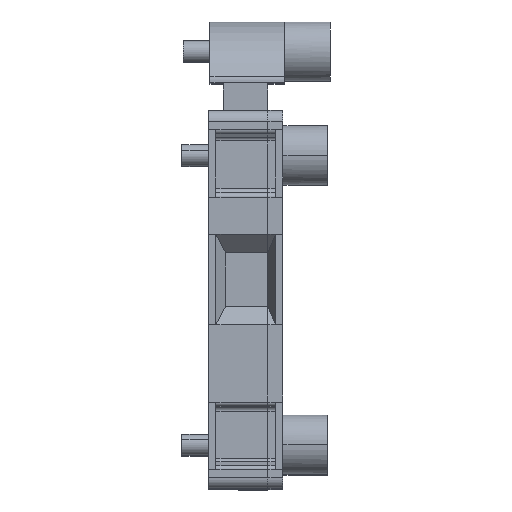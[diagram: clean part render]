
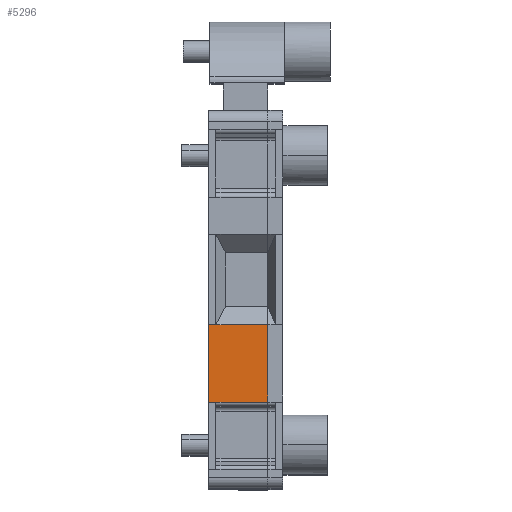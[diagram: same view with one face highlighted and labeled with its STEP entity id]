
A CAD part, top view. The second image highlights one B-rep face of the part: STEP entity #5296.
In plain terms, the highlighted planar face has unit normal (0, 0, 1).
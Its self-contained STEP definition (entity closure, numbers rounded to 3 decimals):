
#5195=AXIS2_PLACEMENT_3D('Plane Axis2P3D',#5192,#5193,#5194) ;
#290=CARTESIAN_POINT('Vertex',(5.8,11.05,73.1)) ;
#293=CARTESIAN_POINT('Line Origine',(5.8,8.45,73.1)) ;
#297=CARTESIAN_POINT('Vertex',(5.8,5.85,73.1)) ;
#3908=CARTESIAN_POINT('Vertex',(2.3,11.05,73.1)) ;
#3928=CARTESIAN_POINT('Line Origine',(4.1,5.85,73.1)) ;
#3932=CARTESIAN_POINT('Vertex',(2.3,5.85,73.1)) ;
#3952=CARTESIAN_POINT('Line Origine',(4.05,11.05,73.1)) ;
#5192=CARTESIAN_POINT('Axis2P3D Location',(1.8,0.75,73.1)) ;
#5261=CARTESIAN_POINT('Vertex',(1.8,11.05,73.1)) ;
#5264=CARTESIAN_POINT('Line Origine',(2.05,11.05,73.1)) ;
#5276=CARTESIAN_POINT('Line Origine',(2.05,5.85,73.1)) ;
#5280=CARTESIAN_POINT('Vertex',(1.8,5.85,73.1)) ;
#5283=CARTESIAN_POINT('Line Origine',(1.8,8.45,73.1)) ;
#294=DIRECTION('Vector Direction',(0.,1.,0.)) ;
#3929=DIRECTION('Vector Direction',(-1.,0.,0.)) ;
#3953=DIRECTION('Vector Direction',(-1.,0.,0.)) ;
#5193=DIRECTION('Axis2P3D Direction',(0.,0.,1.)) ;
#5194=DIRECTION('Axis2P3D XDirection',(0.,1.,0.)) ;
#5265=DIRECTION('Vector Direction',(-1.,0.,0.)) ;
#5277=DIRECTION('Vector Direction',(-1.,0.,0.)) ;
#5284=DIRECTION('Vector Direction',(0.,1.,0.)) ;
#295=VECTOR('Line Direction',#294,1.) ;
#3930=VECTOR('Line Direction',#3929,1.) ;
#3954=VECTOR('Line Direction',#3953,1.) ;
#5266=VECTOR('Line Direction',#5265,1.) ;
#5278=VECTOR('Line Direction',#5277,1.) ;
#5285=VECTOR('Line Direction',#5284,1.) ;
#5289=ORIENTED_EDGE('',*,*,#5282,.F.) ;
#5290=ORIENTED_EDGE('',*,*,#3934,.F.) ;
#5291=ORIENTED_EDGE('',*,*,#299,.T.) ;
#5292=ORIENTED_EDGE('',*,*,#3956,.T.) ;
#5293=ORIENTED_EDGE('',*,*,#5268,.T.) ;
#5294=ORIENTED_EDGE('',*,*,#5287,.F.) ;
#5296=ADVANCED_FACE('FEGH ZTA7/ZA.1\\PartBody',(#5295),#5196,.T.) ;
#299=EDGE_CURVE('',#298,#291,#296,.T.) ;
#3934=EDGE_CURVE('',#298,#3933,#3931,.T.) ;
#3956=EDGE_CURVE('',#291,#3909,#3955,.T.) ;
#5268=EDGE_CURVE('',#3909,#5262,#5267,.T.) ;
#5282=EDGE_CURVE('',#3933,#5281,#5279,.T.) ;
#5287=EDGE_CURVE('',#5281,#5262,#5286,.T.) ;
#5288=EDGE_LOOP('',(#5289,#5290,#5291,#5292,#5293,#5294)) ;
#5295=FACE_OUTER_BOUND('',#5288,.T.) ;
#296=LINE('Line',#293,#295) ;
#3931=LINE('Line',#3928,#3930) ;
#3955=LINE('Line',#3952,#3954) ;
#5267=LINE('Line',#5264,#5266) ;
#5279=LINE('Line',#5276,#5278) ;
#5286=LINE('Line',#5283,#5285) ;
#5196=PLANE('',#5195) ;
#291=VERTEX_POINT('',#290) ;
#298=VERTEX_POINT('',#297) ;
#3909=VERTEX_POINT('',#3908) ;
#3933=VERTEX_POINT('',#3932) ;
#5262=VERTEX_POINT('',#5261) ;
#5281=VERTEX_POINT('',#5280) ;
